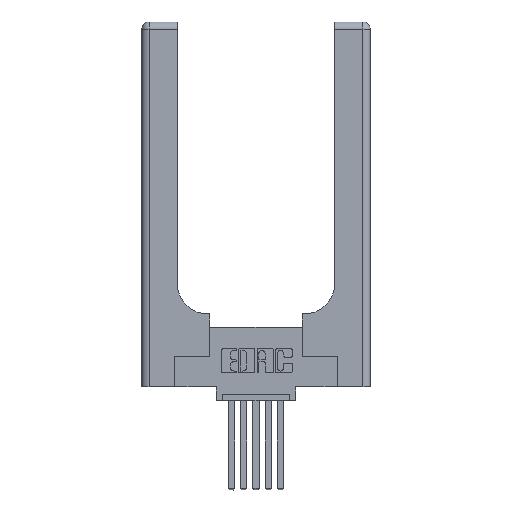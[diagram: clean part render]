
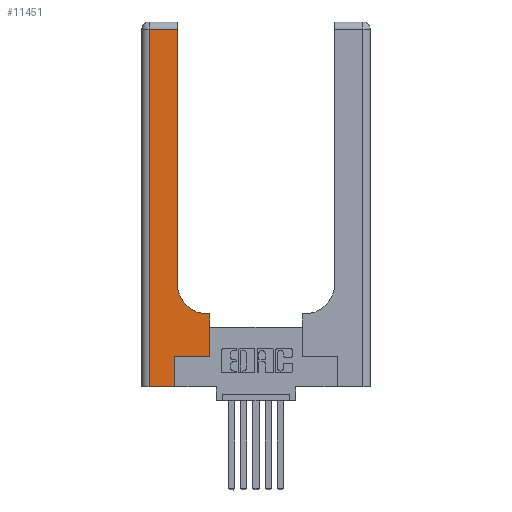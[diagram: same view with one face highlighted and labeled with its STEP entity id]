
A CAD part, top view. The second image highlights one B-rep face of the part: STEP entity #11451.
In plain terms, the highlighted planar face has unit normal (0, 0, 1).
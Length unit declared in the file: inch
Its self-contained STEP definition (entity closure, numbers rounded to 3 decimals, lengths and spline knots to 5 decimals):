
#305 = VECTOR ( 'NONE', #9930, 39.37008 ) ;
#314 = DIRECTION ( 'NONE',  ( 1., 0., 0. ) ) ;
#357 = DIRECTION ( 'NONE',  ( 0., -1., 0. ) ) ;
#471 = VECTOR ( 'NONE', #5179, 39.37008 ) ;
#569 = EDGE_CURVE ( 'NONE', #11482, #12174, #2720, .T. ) ;
#1249 = CARTESIAN_POINT ( 'NONE',  ( 0.269, 0., 0.37 ) ) ;
#1395 = CARTESIAN_POINT ( 'NONE',  ( 0.5585, 0.25, 0.37 ) ) ;
#1604 = ORIENTED_EDGE ( 'NONE', *, *, #569, .T. ) ;
#1624 = VECTOR ( 'NONE', #11018, 39.37008 ) ;
#1757 = EDGE_CURVE ( 'NONE', #12174, #11902, #6563, .T. ) ;
#1979 = EDGE_CURVE ( 'NONE', #11902, #9566, #7719, .T. ) ;
#2170 = VECTOR ( 'NONE', #357, 39.37008 ) ;
#2397 = VERTEX_POINT ( 'NONE', #12421 ) ;
#2558 = DIRECTION ( 'NONE',  ( 1., 0., 0. ) ) ;
#2684 = ORIENTED_EDGE ( 'NONE', *, *, #7266, .T. ) ;
#2720 = LINE ( 'NONE', #8926, #12629 ) ;
#2804 = DIRECTION ( 'NONE',  ( 0., 1., 0. ) ) ;
#3262 = CARTESIAN_POINT ( 'NONE',  ( 0.2915, 0.85, 0.37 ) ) ;
#3352 = ORIENTED_EDGE ( 'NONE', *, *, #1979, .T. ) ;
#3584 = VERTEX_POINT ( 'NONE', #3262 ) ;
#3897 = DIRECTION ( 'NONE',  ( -1., 0., 0. ) ) ;
#4151 = DIRECTION ( 'NONE',  ( 1., 0., 0. ) ) ;
#4506 = CARTESIAN_POINT ( 'NONE',  ( 0.269, 0., 0.37 ) ) ;
#4622 = DIRECTION ( 'NONE',  ( 0., 0., -1. ) ) ;
#4936 = VECTOR ( 'NONE', #4151, 39.37008 ) ;
#4975 = DIRECTION ( 'NONE',  ( -1., 0., 0. ) ) ;
#5179 = DIRECTION ( 'NONE',  ( -1., 0., 0. ) ) ;
#5308 = EDGE_CURVE ( 'NONE', #9941, #10943, #13239, .T. ) ;
#5318 = AXIS2_PLACEMENT_3D ( 'NONE', #8889, #4622, #2558 ) ;
#5324 = ORIENTED_EDGE ( 'NONE', *, *, #10281, .T. ) ;
#5538 = ORIENTED_EDGE ( 'NONE', *, *, #1757, .T. ) ;
#5905 = LINE ( 'NONE', #7041, #11467 ) ;
#6069 = DIRECTION ( 'NONE',  ( 0., 0., -1. ) ) ;
#6563 = LINE ( 'NONE', #12954, #305 ) ;
#7038 = ORIENTED_EDGE ( 'NONE', *, *, #5308, .T. ) ;
#7041 = CARTESIAN_POINT ( 'NONE',  ( 0.2915, 3., 0.37 ) ) ;
#7075 = FACE_OUTER_BOUND ( 'NONE', #8837, .T. ) ;
#7216 = CARTESIAN_POINT ( 'NONE',  ( 0.2915, 0.6, 0.37 ) ) ;
#7266 = EDGE_CURVE ( 'NONE', #13143, #11482, #7358, .T. ) ;
#7290 = CARTESIAN_POINT ( 'NONE',  ( 0., 2.94, 0.37 ) ) ;
#7302 = CARTESIAN_POINT ( 'NONE',  ( 0.269, 0.25, 0.37 ) ) ;
#7358 = LINE ( 'NONE', #1249, #1624 ) ;
#7719 = LINE ( 'NONE', #7216, #471 ) ;
#8124 = CIRCLE ( 'NONE', #5318, 0.25 ) ;
#8202 = PLANE ( 'NONE',  #8495 ) ;
#8495 = AXIS2_PLACEMENT_3D ( 'NONE', #9266, #6069, #3897 ) ;
#8513 = CARTESIAN_POINT ( 'NONE',  ( 0., 0., 0.37 ) ) ;
#8837 = EDGE_LOOP ( 'NONE', ( #5324, #9496, #7038, #13814, #2684, #1604, #5538, #3352, #10250 ) ) ;
#8889 = CARTESIAN_POINT ( 'NONE',  ( 0.5415, 0.85, 0.37 ) ) ;
#8906 = CARTESIAN_POINT ( 'NONE',  ( 0.06, 0., 0.37 ) ) ;
#8926 = CARTESIAN_POINT ( 'NONE',  ( 0.269, 0.25, 0.37 ) ) ;
#9160 = EDGE_CURVE ( 'NONE', #10943, #13143, #9971, .T. ) ;
#9266 = CARTESIAN_POINT ( 'NONE',  ( 0., 3., 0.37 ) ) ;
#9496 = ORIENTED_EDGE ( 'NONE', *, *, #13502, .T. ) ;
#9566 = VERTEX_POINT ( 'NONE', #11672 ) ;
#9930 = DIRECTION ( 'NONE',  ( 0., 1., 0. ) ) ;
#9941 = VERTEX_POINT ( 'NONE', #11104 ) ;
#9964 = EDGE_CURVE ( 'NONE', #9566, #3584, #8124, .T. ) ;
#9971 = LINE ( 'NONE', #8513, #4936 ) ;
#10250 = ORIENTED_EDGE ( 'NONE', *, *, #9964, .T. ) ;
#10281 = EDGE_CURVE ( 'NONE', #3584, #2397, #5905, .T. ) ;
#10943 = VERTEX_POINT ( 'NONE', #8906 ) ;
#11018 = DIRECTION ( 'NONE',  ( 0., 1., 0. ) ) ;
#11104 = CARTESIAN_POINT ( 'NONE',  ( 0.06, 2.94, 0.37 ) ) ;
#11132 = CARTESIAN_POINT ( 'NONE',  ( 0.06, 3., 0.37 ) ) ;
#11451 = ADVANCED_FACE ( 'NONE', ( #7075 ), #8202, .F. ) ;
#11467 = VECTOR ( 'NONE', #2804, 39.37008 ) ;
#11482 = VERTEX_POINT ( 'NONE', #7302 ) ;
#11672 = CARTESIAN_POINT ( 'NONE',  ( 0.5415, 0.6, 0.37 ) ) ;
#11902 = VERTEX_POINT ( 'NONE', #12769 ) ;
#12174 = VERTEX_POINT ( 'NONE', #1395 ) ;
#12421 = CARTESIAN_POINT ( 'NONE',  ( 0.2915, 2.94, 0.37 ) ) ;
#12629 = VECTOR ( 'NONE', #314, 39.37008 ) ;
#12680 = LINE ( 'NONE', #7290, #13141 ) ;
#12769 = CARTESIAN_POINT ( 'NONE',  ( 0.5585, 0.6, 0.37 ) ) ;
#12954 = CARTESIAN_POINT ( 'NONE',  ( 0.5585, 0.25, 0.37 ) ) ;
#13141 = VECTOR ( 'NONE', #4975, 39.37008 ) ;
#13143 = VERTEX_POINT ( 'NONE', #4506 ) ;
#13239 = LINE ( 'NONE', #11132, #2170 ) ;
#13502 = EDGE_CURVE ( 'NONE', #2397, #9941, #12680, .T. ) ;
#13814 = ORIENTED_EDGE ( 'NONE', *, *, #9160, .T. ) ;
